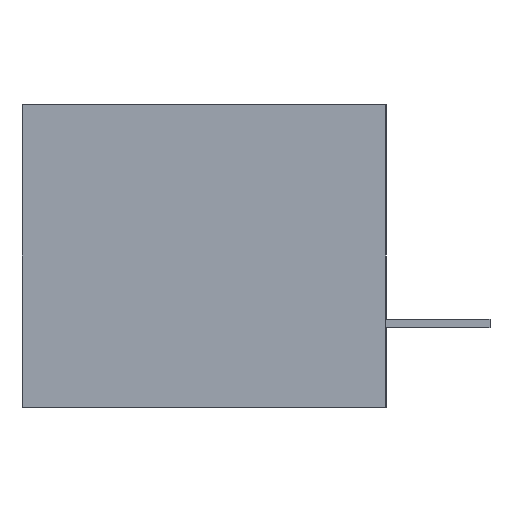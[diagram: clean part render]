
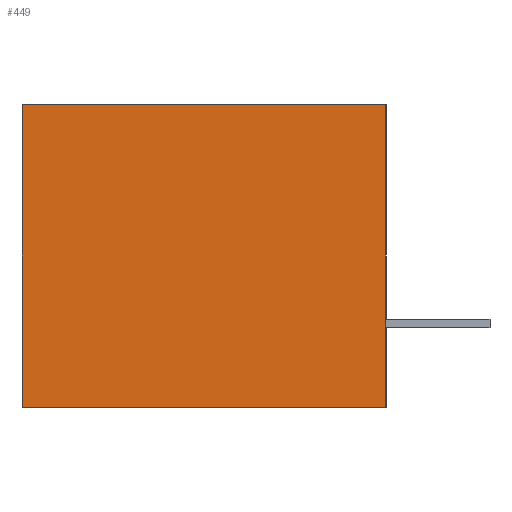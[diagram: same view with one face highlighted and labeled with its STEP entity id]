
A CAD part, left-side view. The second image highlights one B-rep face of the part: STEP entity #449.
In plain terms, the highlighted planar face has unit normal (-1, 0, 0).
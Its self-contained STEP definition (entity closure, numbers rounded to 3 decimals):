
#133 = EDGE_CURVE ( 'NONE', #1402, #1439, #1379, .T. ) ;
#183 = ORIENTED_EDGE ( 'NONE', *, *, #891, .T. ) ;
#193 = CARTESIAN_POINT ( 'NONE',  ( 0., 0., 9.3 ) ) ;
#357 = ORIENTED_EDGE ( 'NONE', *, *, #757, .F. ) ;
#449 = ADVANCED_FACE ( 'NONE', ( #1114 ), #2029, .F. ) ;
#457 = DIRECTION ( 'NONE',  ( 0., 0., -1. ) ) ;
#504 = DIRECTION ( 'NONE',  ( 1., 0., 0. ) ) ;
#513 = DIRECTION ( 'NONE',  ( 0., 0., -1. ) ) ;
#557 = VECTOR ( 'NONE', #1536, 1000. ) ;
#597 = LINE ( 'NONE', #609, #1975 ) ;
#609 = CARTESIAN_POINT ( 'NONE',  ( 0., 0., 9.3 ) ) ;
#757 = EDGE_CURVE ( 'NONE', #1731, #1439, #597, .T. ) ;
#891 = EDGE_CURVE ( 'NONE', #1597, #1402, #1853, .T. ) ;
#941 = CARTESIAN_POINT ( 'NONE',  ( 0., 11.2, 0. ) ) ;
#965 = AXIS2_PLACEMENT_3D ( 'NONE', #1951, #504, #513 ) ;
#971 = ORIENTED_EDGE ( 'NONE', *, *, #133, .T. ) ;
#1114 = FACE_OUTER_BOUND ( 'NONE', #1172, .T. ) ;
#1172 = EDGE_LOOP ( 'NONE', ( #971, #357, #1881, #183 ) ) ;
#1176 = CARTESIAN_POINT ( 'NONE',  ( 0., 11.2, 9.3 ) ) ;
#1223 = VECTOR ( 'NONE', #1843, 1000. ) ;
#1270 = EDGE_CURVE ( 'NONE', #1597, #1731, #2102, .T. ) ;
#1345 = CARTESIAN_POINT ( 'NONE',  ( 0., 11.2, 9.3 ) ) ;
#1358 = CARTESIAN_POINT ( 'NONE',  ( 0., 0., 9.3 ) ) ;
#1368 = CARTESIAN_POINT ( 'NONE',  ( 0., 0., 0. ) ) ;
#1371 = CARTESIAN_POINT ( 'NONE',  ( 0., 0., 0. ) ) ;
#1379 = LINE ( 'NONE', #1371, #557 ) ;
#1402 = VERTEX_POINT ( 'NONE', #941 ) ;
#1439 = VERTEX_POINT ( 'NONE', #1368 ) ;
#1536 = DIRECTION ( 'NONE',  ( 0., -1., 0. ) ) ;
#1597 = VERTEX_POINT ( 'NONE', #1345 ) ;
#1731 = VERTEX_POINT ( 'NONE', #193 ) ;
#1843 = DIRECTION ( 'NONE',  ( 0., 0., -1. ) ) ;
#1853 = LINE ( 'NONE', #1176, #1223 ) ;
#1881 = ORIENTED_EDGE ( 'NONE', *, *, #1270, .F. ) ;
#1951 = CARTESIAN_POINT ( 'NONE',  ( 0., 0., 9.3 ) ) ;
#1975 = VECTOR ( 'NONE', #457, 1000. ) ;
#2023 = DIRECTION ( 'NONE',  ( 0., -1., 0. ) ) ;
#2029 = PLANE ( 'NONE',  #965 ) ;
#2081 = VECTOR ( 'NONE', #2023, 1000. ) ;
#2102 = LINE ( 'NONE', #1358, #2081 ) ;
